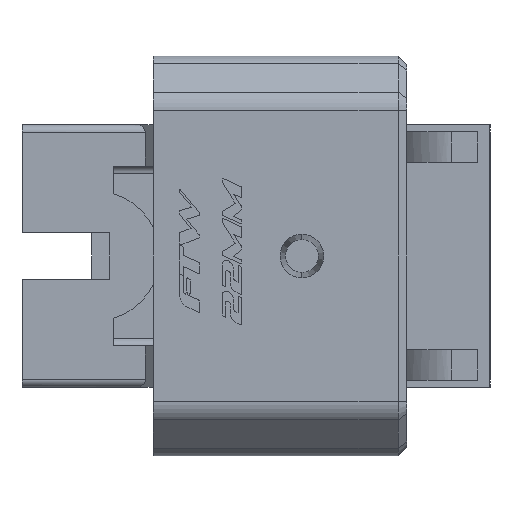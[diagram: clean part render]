
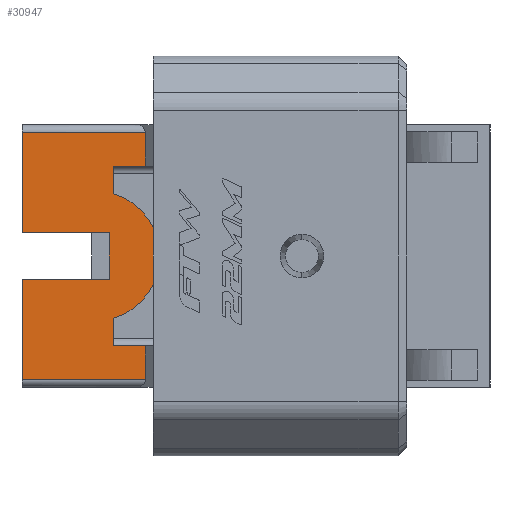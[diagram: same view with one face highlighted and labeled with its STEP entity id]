
A CAD part, left-side view. The second image highlights one B-rep face of the part: STEP entity #30947.
In plain terms, the highlighted planar face has unit normal (-1, 0, 0).
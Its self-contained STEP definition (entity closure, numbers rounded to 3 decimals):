
#1123 = EDGE_CURVE ( 'NONE', #15014, #6726, #24245, .T. ) ;
#1343 = EDGE_CURVE ( 'NONE', #26248, #11720, #32320, .T. ) ;
#1400 = LINE ( 'NONE', #6681, #28532 ) ;
#1496 = VECTOR ( 'NONE', #27572, 1000. ) ;
#1926 = CARTESIAN_POINT ( 'NONE',  ( 54.306, 42., 2.65 ) ) ;
#2129 = CARTESIAN_POINT ( 'NONE',  ( 54.306, 32., 0. ) ) ;
#2530 = VERTEX_POINT ( 'NONE', #15000 ) ;
#2553 = VECTOR ( 'NONE', #14825, 1000. ) ;
#2565 = EDGE_CURVE ( 'NONE', #4122, #26248, #17485, .T. ) ;
#2576 = CARTESIAN_POINT ( 'NONE',  ( 54.306, 42., 0. ) ) ;
#2667 = DIRECTION ( 'NONE',  ( -1., 0., 0. ) ) ;
#2865 = CARTESIAN_POINT ( 'NONE',  ( 54.306, 17.69, -10.275 ) ) ;
#2980 = LINE ( 'NONE', #11071, #6686 ) ;
#3079 = CARTESIAN_POINT ( 'NONE',  ( 54.306, 31.564, 22.351 ) ) ;
#3260 = VERTEX_POINT ( 'NONE', #9626 ) ;
#4122 = VERTEX_POINT ( 'NONE', #24349 ) ;
#4193 = CARTESIAN_POINT ( 'NONE',  ( 54.306, 42., 14.1 ) ) ;
#4414 = EDGE_CURVE ( 'NONE', #3260, #20521, #4578, .T. ) ;
#4578 = LINE ( 'NONE', #1926, #19896 ) ;
#4643 = CARTESIAN_POINT ( 'NONE',  ( 54.306, 31.564, -7.133 ) ) ;
#4817 = EDGE_CURVE ( 'NONE', #20954, #15014, #17666, .T. ) ;
#5226 = DIRECTION ( 'NONE',  ( 0., 0., 1. ) ) ;
#6420 = CIRCLE ( 'NONE', #8681, 7.445 ) ;
#6491 = LINE ( 'NONE', #17066, #10617 ) ;
#6681 = CARTESIAN_POINT ( 'NONE',  ( 54.306, 42., -2.65 ) ) ;
#6686 = VECTOR ( 'NONE', #13231, 1000. ) ;
#6726 = VERTEX_POINT ( 'NONE', #27809 ) ;
#7156 = DIRECTION ( 'NONE',  ( 0., 0., 1. ) ) ;
#7462 = ORIENTED_EDGE ( 'NONE', *, *, #1343, .T. ) ;
#8228 = DIRECTION ( 'NONE',  ( -1., 0., 0. ) ) ;
#8584 = VERTEX_POINT ( 'NONE', #25435 ) ;
#8681 = AXIS2_PLACEMENT_3D ( 'NONE', #26821, #2667, #19058 ) ;
#9163 = VERTEX_POINT ( 'NONE', #26355 ) ;
#9493 = DIRECTION ( 'NONE',  ( 0., -1., 0. ) ) ;
#9626 = CARTESIAN_POINT ( 'NONE',  ( 54.306, 42., 2.65 ) ) ;
#9733 = ORIENTED_EDGE ( 'NONE', *, *, #11556, .T. ) ;
#10172 = VECTOR ( 'NONE', #5226, 1000. ) ;
#10617 = VECTOR ( 'NONE', #23055, 1000. ) ;
#10960 = DIRECTION ( 'NONE',  ( 0., 1., 0. ) ) ;
#11071 = CARTESIAN_POINT ( 'NONE',  ( 54.306, 27.9, 15. ) ) ;
#11556 = EDGE_CURVE ( 'NONE', #28062, #6726, #6420, .T. ) ;
#11720 = VERTEX_POINT ( 'NONE', #12147 ) ;
#12147 = CARTESIAN_POINT ( 'NONE',  ( 54.306, 31.564, -10.275 ) ) ;
#12630 = CARTESIAN_POINT ( 'NONE',  ( 54.306, 42., 0. ) ) ;
#12813 = CARTESIAN_POINT ( 'NONE',  ( 54.306, 27.9, 10.275 ) ) ;
#13024 = VECTOR ( 'NONE', #19787, 1000. ) ;
#13231 = DIRECTION ( 'NONE',  ( 0., 0., 1. ) ) ;
#13405 = ORIENTED_EDGE ( 'NONE', *, *, #1123, .F. ) ;
#13495 = VECTOR ( 'NONE', #23828, 1000. ) ;
#14825 = DIRECTION ( 'NONE',  ( 0., 0., -1. ) ) ;
#14850 = VERTEX_POINT ( 'NONE', #33169 ) ;
#15000 = CARTESIAN_POINT ( 'NONE',  ( 54.306, 27.9, 14.1 ) ) ;
#15014 = VERTEX_POINT ( 'NONE', #23274 ) ;
#15036 = ORIENTED_EDGE ( 'NONE', *, *, #23547, .F. ) ;
#15871 = VECTOR ( 'NONE', #17498, 1000. ) ;
#16963 = ORIENTED_EDGE ( 'NONE', *, *, #21863, .F. ) ;
#17066 = CARTESIAN_POINT ( 'NONE',  ( 54.306, 17.69, -14.1 ) ) ;
#17247 = EDGE_CURVE ( 'NONE', #9163, #20521, #26292, .T. ) ;
#17485 = LINE ( 'NONE', #25243, #13024 ) ;
#17498 = DIRECTION ( 'NONE',  ( 0., 1., 0. ) ) ;
#17666 = LINE ( 'NONE', #22444, #15871 ) ;
#17870 = AXIS2_PLACEMENT_3D ( 'NONE', #19339, #8228, #18992 ) ;
#17919 = ORIENTED_EDGE ( 'NONE', *, *, #17247, .F. ) ;
#18842 = VECTOR ( 'NONE', #10960, 1000. ) ;
#18992 = DIRECTION ( 'NONE',  ( 0., -1., 0. ) ) ;
#19058 = DIRECTION ( 'NONE',  ( 0., -1., 0. ) ) ;
#19339 = CARTESIAN_POINT ( 'NONE',  ( 54.306, 17.69, 0. ) ) ;
#19695 = EDGE_LOOP ( 'NONE', ( #7462, #16963, #9733, #13405, #22339, #31270, #20853, #20692, #29546, #17919, #19822, #15036, #30752, #24372 ) ) ;
#19743 = EDGE_CURVE ( 'NONE', #3260, #14850, #33509, .T. ) ;
#19787 = DIRECTION ( 'NONE',  ( 0., 0., 1. ) ) ;
#19822 = ORIENTED_EDGE ( 'NONE', *, *, #34658, .F. ) ;
#19896 = VECTOR ( 'NONE', #23084, 1000. ) ;
#20137 = LINE ( 'NONE', #30899, #2553 ) ;
#20521 = VERTEX_POINT ( 'NONE', #20621 ) ;
#20621 = CARTESIAN_POINT ( 'NONE',  ( 54.306, 32., 2.65 ) ) ;
#20692 = ORIENTED_EDGE ( 'NONE', *, *, #19743, .F. ) ;
#20853 = ORIENTED_EDGE ( 'NONE', *, *, #31901, .T. ) ;
#20954 = VERTEX_POINT ( 'NONE', #12813 ) ;
#21863 = EDGE_CURVE ( 'NONE', #28062, #11720, #20137, .T. ) ;
#22209 = VERTEX_POINT ( 'NONE', #28198 ) ;
#22339 = ORIENTED_EDGE ( 'NONE', *, *, #4817, .F. ) ;
#22444 = CARTESIAN_POINT ( 'NONE',  ( 54.306, 17.69, 10.275 ) ) ;
#23055 = DIRECTION ( 'NONE',  ( 0., -1., 0. ) ) ;
#23084 = DIRECTION ( 'NONE',  ( 0., -1., 0. ) ) ;
#23274 = CARTESIAN_POINT ( 'NONE',  ( 54.306, 31.564, 10.275 ) ) ;
#23547 = EDGE_CURVE ( 'NONE', #22209, #8584, #25863, .T. ) ;
#23828 = DIRECTION ( 'NONE',  ( 0., 0., 1. ) ) ;
#24245 = LINE ( 'NONE', #3079, #1496 ) ;
#24349 = CARTESIAN_POINT ( 'NONE',  ( 54.306, 27.9, -14.1 ) ) ;
#24372 = ORIENTED_EDGE ( 'NONE', *, *, #2565, .T. ) ;
#25243 = CARTESIAN_POINT ( 'NONE',  ( 54.306, 27.9, -8.8 ) ) ;
#25435 = CARTESIAN_POINT ( 'NONE',  ( 54.306, 42., -2.65 ) ) ;
#25695 = DIRECTION ( 'NONE',  ( 0., 1., 0. ) ) ;
#25863 = LINE ( 'NONE', #2576, #34719 ) ;
#26248 = VERTEX_POINT ( 'NONE', #30832 ) ;
#26292 = LINE ( 'NONE', #2129, #13495 ) ;
#26355 = CARTESIAN_POINT ( 'NONE',  ( 54.306, 32., -2.65 ) ) ;
#26821 = CARTESIAN_POINT ( 'NONE',  ( 54.306, 33.695, 0. ) ) ;
#27572 = DIRECTION ( 'NONE',  ( 0., 0., -1. ) ) ;
#27809 = CARTESIAN_POINT ( 'NONE',  ( 54.306, 31.564, 7.133 ) ) ;
#28062 = VERTEX_POINT ( 'NONE', #4643 ) ;
#28198 = CARTESIAN_POINT ( 'NONE',  ( 54.306, 42., -14.1 ) ) ;
#28349 = LINE ( 'NONE', #4193, #33688 ) ;
#28431 = EDGE_CURVE ( 'NONE', #20954, #2530, #2980, .T. ) ;
#28532 = VECTOR ( 'NONE', #9493, 1000. ) ;
#29546 = ORIENTED_EDGE ( 'NONE', *, *, #4414, .T. ) ;
#30752 = ORIENTED_EDGE ( 'NONE', *, *, #32834, .T. ) ;
#30832 = CARTESIAN_POINT ( 'NONE',  ( 54.306, 27.9, -10.275 ) ) ;
#30899 = CARTESIAN_POINT ( 'NONE',  ( 54.306, 31.564, 22.351 ) ) ;
#30947 = ADVANCED_FACE ( 'NONE', ( #32410 ), #32748, .T. ) ;
#31270 = ORIENTED_EDGE ( 'NONE', *, *, #28431, .T. ) ;
#31901 = EDGE_CURVE ( 'NONE', #2530, #14850, #28349, .T. ) ;
#32320 = LINE ( 'NONE', #2865, #18842 ) ;
#32410 = FACE_OUTER_BOUND ( 'NONE', #19695, .T. ) ;
#32748 = PLANE ( 'NONE',  #17870 ) ;
#32834 = EDGE_CURVE ( 'NONE', #22209, #4122, #6491, .T. ) ;
#33169 = CARTESIAN_POINT ( 'NONE',  ( 54.306, 42., 14.1 ) ) ;
#33509 = LINE ( 'NONE', #12630, #10172 ) ;
#33688 = VECTOR ( 'NONE', #25695, 1000. ) ;
#34658 = EDGE_CURVE ( 'NONE', #8584, #9163, #1400, .T. ) ;
#34719 = VECTOR ( 'NONE', #7156, 1000. ) ;
